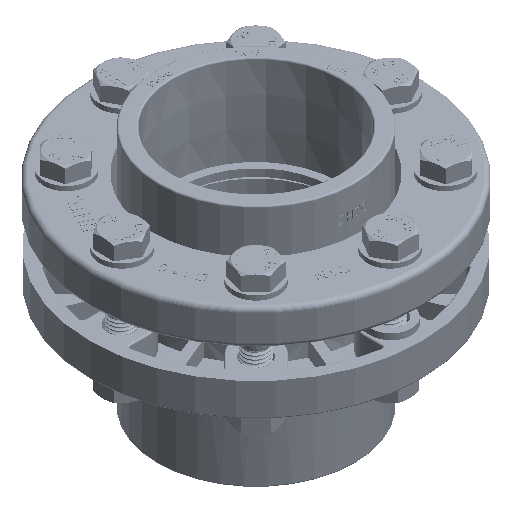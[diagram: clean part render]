
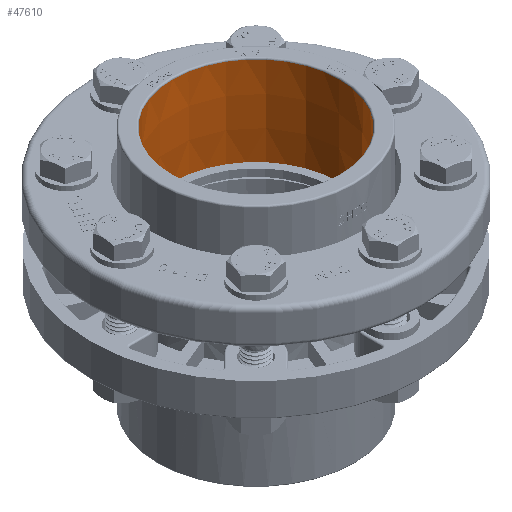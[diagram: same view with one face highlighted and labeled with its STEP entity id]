
A CAD part, isometric view. The second image highlights one B-rep face of the part: STEP entity #47610.
In plain terms, the highlighted conical face has half-angle 0.336 degrees and reference radius 54.95 mm.
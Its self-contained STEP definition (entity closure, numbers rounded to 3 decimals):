
#1236=CONICAL_SURFACE('',#50590,54.95,0.006);
#2061=LINE('',#65103,#5965);
#5965=VECTOR('',#54005,54.95);
#12356=FACE_OUTER_BOUND('',#15192,.T.);
#15192=EDGE_LOOP('',(#31780,#31781,#31782,#31783));
#18288=CIRCLE('',#50589,54.95);
#18289=CIRCLE('',#50591,55.294);
#19412=VERTEX_POINT('',#65099);
#19413=VERTEX_POINT('',#65102);
#24320=EDGE_CURVE('',#19412,#19412,#18288,.T.);
#24321=EDGE_CURVE('',#19412,#19413,#2061,.T.);
#24322=EDGE_CURVE('',#19413,#19413,#18289,.T.);
#31780=ORIENTED_EDGE('',*,*,#24320,.T.);
#31781=ORIENTED_EDGE('',*,*,#24321,.T.);
#31782=ORIENTED_EDGE('',*,*,#24322,.T.);
#31783=ORIENTED_EDGE('',*,*,#24321,.F.);
#47610=ADVANCED_FACE('',(#12356),#1236,.F.);
#50589=AXIS2_PLACEMENT_3D('',#65100,#54001,#54002);
#50590=AXIS2_PLACEMENT_3D('',#65101,#54003,#54004);
#50591=AXIS2_PLACEMENT_3D('',#65104,#54006,#54007);
#54001=DIRECTION('center_axis',(0.,0.,-1.));
#54002=DIRECTION('ref_axis',(1.,0.,0.));
#54003=DIRECTION('center_axis',(0.,0.,1.));
#54004=DIRECTION('ref_axis',(1.,0.,0.));
#54005=DIRECTION('',(-0.006,0.,1.));
#54006=DIRECTION('center_axis',(0.,0.,1.));
#54007=DIRECTION('ref_axis',(-1.,0.,0.));
#65099=CARTESIAN_POINT('',(-54.95,0.,10.3));
#65100=CARTESIAN_POINT('Origin',(0.,0.,10.3));
#65101=CARTESIAN_POINT('Origin',(0.,0.,10.3));
#65102=CARTESIAN_POINT('',(-55.294,0.,69.006));
#65103=CARTESIAN_POINT('',(-54.95,0.,10.3));
#65104=CARTESIAN_POINT('Origin',(0.,0.,69.006));
